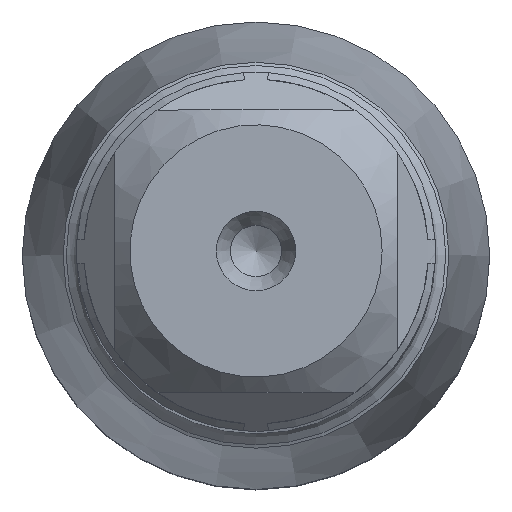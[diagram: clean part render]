
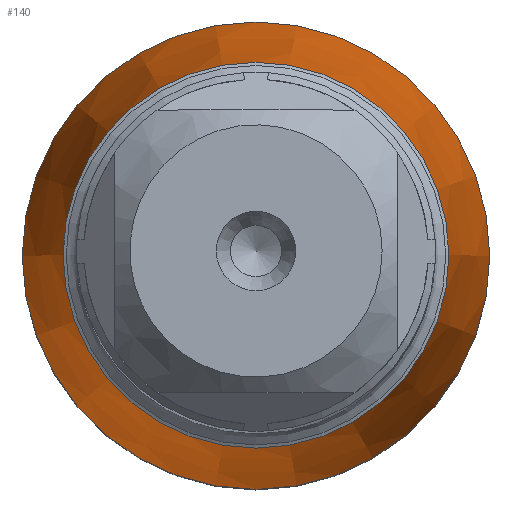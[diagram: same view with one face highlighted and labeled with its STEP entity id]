
A CAD part, top view. The second image highlights one B-rep face of the part: STEP entity #140.
In plain terms, the highlighted conical face has half-angle 8 degrees and reference radius 7.522 mm.
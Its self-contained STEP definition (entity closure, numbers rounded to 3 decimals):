
#108=CONICAL_SURFACE('',#641,7.523,8.);
#140=ADVANCED_FACE('',(#188,#189),#108,.T.);
#188=FACE_BOUND('',#239,.T.);
#189=FACE_BOUND('',#240,.T.);
#239=EDGE_LOOP('',(#367));
#240=EDGE_LOOP('',(#368));
#367=ORIENTED_EDGE('',*,*,#487,.F.);
#368=ORIENTED_EDGE('',*,*,#488,.T.);
#422=VERTEX_POINT('',#1029);
#423=VERTEX_POINT('',#1032);
#487=EDGE_CURVE('',#422,#422,#515,.T.);
#488=EDGE_CURVE('',#423,#423,#516,.T.);
#515=CIRCLE('',#638,7.523);
#516=CIRCLE('',#640,9.115);
#638=AXIS2_PLACEMENT_3D('',#1028,#793,#794);
#640=AXIS2_PLACEMENT_3D('',#1031,#797,#798);
#641=AXIS2_PLACEMENT_3D('',#1033,#799,#800);
#793=DIRECTION('',(0.,0.,1.));
#794=DIRECTION('',(1.,0.,0.));
#797=DIRECTION('',(0.,0.,1.));
#798=DIRECTION('',(-1.,0.,0.));
#799=DIRECTION('',(0.,0.,-1.));
#800=DIRECTION('',(-1.,0.,0.));
#1028=CARTESIAN_POINT('',(0.,0.,-95.));
#1029=CARTESIAN_POINT('',(7.523,0.,-95.));
#1031=CARTESIAN_POINT('',(0.,0.,-106.33));
#1032=CARTESIAN_POINT('',(-9.115,0.,-106.33));
#1033=CARTESIAN_POINT('',(0.,0.,-95.));
